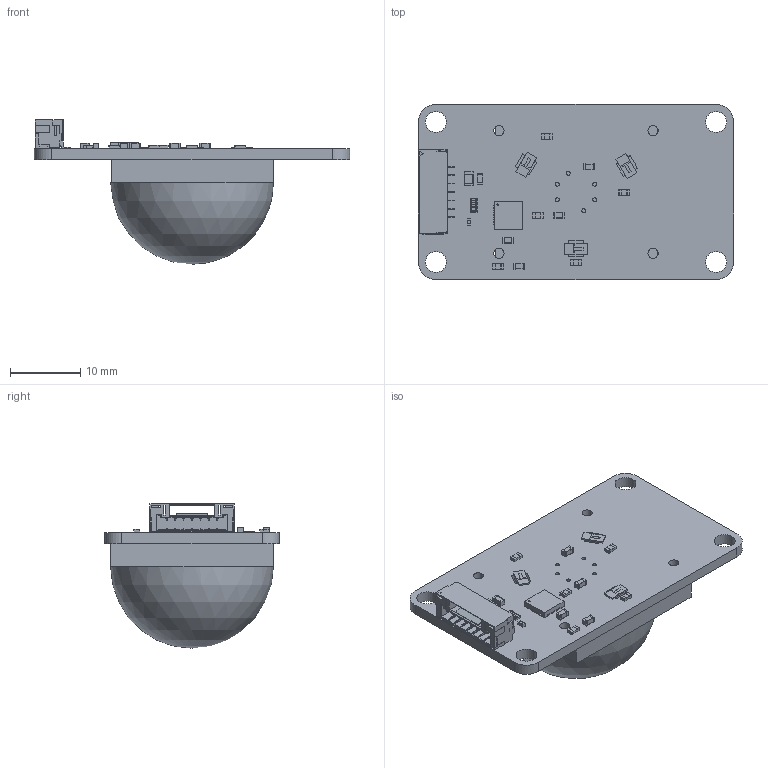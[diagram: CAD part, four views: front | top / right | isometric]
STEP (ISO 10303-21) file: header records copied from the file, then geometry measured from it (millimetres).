
FILE_DESCRIPTION(('FreeCAD Model'),'2;1');
FILE_NAME('motion_detector.step','2018-02-15T15:11:23',('kicad StepUp'),('ksu MCAD'), 'Open CASCADE STEP processor 6.8','FreeCAD','Unknown');
FILE_SCHEMA(('AUTOMOTIVE_DESIGN_CC2 { 1 2 10303 214 -1 1 5 4 }'));
Length unit declared in the file: millimetre
Products named in the file (20): Pcb; C_0402_; C_0805_; C_0603_; C_0603_001; C_0603_002; C_0603_003; C_0603_004; BrickletConn_7pin_; R_0603_; R_0603_001; R_0603_002; R_0603_003; R_0603_004; Cut_; QFN-24_4x4mm_Pitch0.5mm_; Fresnel_lens_S8002_; D1206_INV_blue_; D1206_INV_blue_001; D1206_INV_blue_002
Bounding box: 45 x 25 x 20.62 mm (x, y, z)
Volume: 6894.2 mm3; surface area: 4915.2 mm2
Topology: 20 solids, 20 shells, 1187 faces, 3339 edges, 2174 vertices
Faces by surface type: plane 1012, cylinder 174, sphere 1
Full cylindrical faces by diameter (mm): 0.55 x6, 1.45 x4, 3 x4
Entity records: 45978 total; most frequent: CARTESIAN_POINT 6700, ORIENTED_EDGE 6676, DIRECTION 6070, EDGE_CURVE 3338, LINE 2982, VECTOR 2982, VERTEX_POINT 2174, AXIS2_PLACEMENT_3D 1544
